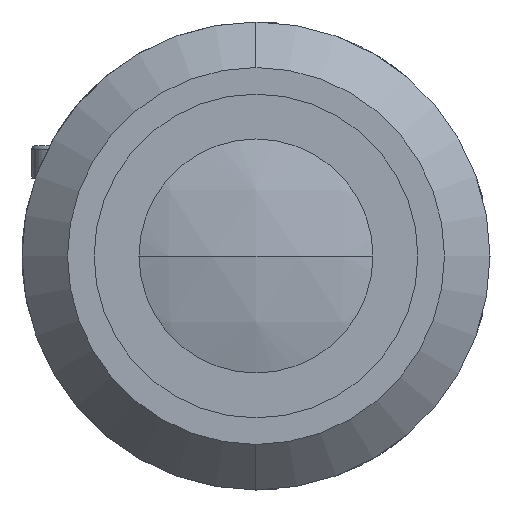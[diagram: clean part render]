
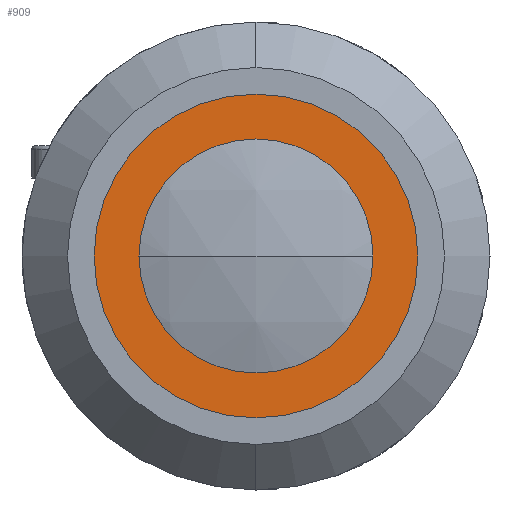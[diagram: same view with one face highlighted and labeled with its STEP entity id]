
A CAD part, left-side view. The second image highlights one B-rep face of the part: STEP entity #909.
In plain terms, the highlighted planar face has unit normal (-1, 0, 0).
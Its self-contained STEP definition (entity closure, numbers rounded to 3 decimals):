
#3 = EDGE_CURVE ( 'NONE', #1326, #1691, #256, .T. ) ;
#42 = CIRCLE ( 'NONE', #1641, 13.2 ) ;
#90 = EDGE_CURVE ( 'NONE', #1691, #1326, #42, .T. ) ;
#114 = EDGE_CURVE ( 'NONE', #3411, #2835, #2644, .T. ) ;
#194 = CARTESIAN_POINT ( 'NONE',  ( 3.5, 0., 0. ) ) ;
#256 = CIRCLE ( 'NONE', #1930, 13.2 ) ;
#454 = DIRECTION ( 'NONE',  ( 0., 0., 1. ) ) ;
#509 = CARTESIAN_POINT ( 'NONE',  ( 3.5, 0., -9. ) ) ;
#705 = CARTESIAN_POINT ( 'NONE',  ( 3.5, 0., 13.2 ) ) ;
#909 = ADVANCED_FACE ( 'NONE', ( #3319, #3179 ), #2592, .F. ) ;
#954 = CARTESIAN_POINT ( 'NONE',  ( 3.5, 13.2, 0. ) ) ;
#1085 = CARTESIAN_POINT ( 'NONE',  ( 3.5, 0., 0. ) ) ;
#1099 = DIRECTION ( 'NONE',  ( 0., 0., 1. ) ) ;
#1199 = DIRECTION ( 'NONE',  ( -1., 0., 0. ) ) ;
#1281 = EDGE_LOOP ( 'NONE', ( #3224, #3259 ) ) ;
#1326 = VERTEX_POINT ( 'NONE', #2141 ) ;
#1354 = CARTESIAN_POINT ( 'NONE',  ( 3.5, 0., 0. ) ) ;
#1391 = DIRECTION ( 'NONE',  ( 0., 0., 1. ) ) ;
#1405 = DIRECTION ( 'NONE',  ( -1., 0., 0. ) ) ;
#1501 = AXIS2_PLACEMENT_3D ( 'NONE', #1085, #1199, #1099 ) ;
#1514 = DIRECTION ( 'NONE',  ( 0., 0., -1. ) ) ;
#1641 = AXIS2_PLACEMENT_3D ( 'NONE', #1354, #1405, #1391 ) ;
#1691 = VERTEX_POINT ( 'NONE', #705 ) ;
#1835 = CARTESIAN_POINT ( 'NONE',  ( 3.5, 0., 9. ) ) ;
#1930 = AXIS2_PLACEMENT_3D ( 'NONE', #2394, #2383, #2356 ) ;
#2027 = AXIS2_PLACEMENT_3D ( 'NONE', #194, #2113, #454 ) ;
#2113 = DIRECTION ( 'NONE',  ( -1., 0., 0. ) ) ;
#2141 = CARTESIAN_POINT ( 'NONE',  ( 3.5, 0., -13.2 ) ) ;
#2356 = DIRECTION ( 'NONE',  ( 0., 0., 1. ) ) ;
#2383 = DIRECTION ( 'NONE',  ( -1., 0., 0. ) ) ;
#2385 = CIRCLE ( 'NONE', #2027, 9. ) ;
#2394 = CARTESIAN_POINT ( 'NONE',  ( 3.5, 0., 0. ) ) ;
#2410 = EDGE_LOOP ( 'NONE', ( #3291, #3296 ) ) ;
#2592 = PLANE ( 'NONE',  #2830 ) ;
#2644 = CIRCLE ( 'NONE', #1501, 9. ) ;
#2830 = AXIS2_PLACEMENT_3D ( 'NONE', #954, #3131, #1514 ) ;
#2835 = VERTEX_POINT ( 'NONE', #509 ) ;
#3131 = DIRECTION ( 'NONE',  ( 1., 0., 0. ) ) ;
#3179 = FACE_OUTER_BOUND ( 'NONE', #2410, .T. ) ;
#3224 = ORIENTED_EDGE ( 'NONE', *, *, #114, .F. ) ;
#3259 = ORIENTED_EDGE ( 'NONE', *, *, #3372, .F. ) ;
#3291 = ORIENTED_EDGE ( 'NONE', *, *, #90, .T. ) ;
#3296 = ORIENTED_EDGE ( 'NONE', *, *, #3, .T. ) ;
#3319 = FACE_BOUND ( 'NONE', #1281, .T. ) ;
#3372 = EDGE_CURVE ( 'NONE', #2835, #3411, #2385, .T. ) ;
#3411 = VERTEX_POINT ( 'NONE', #1835 ) ;
